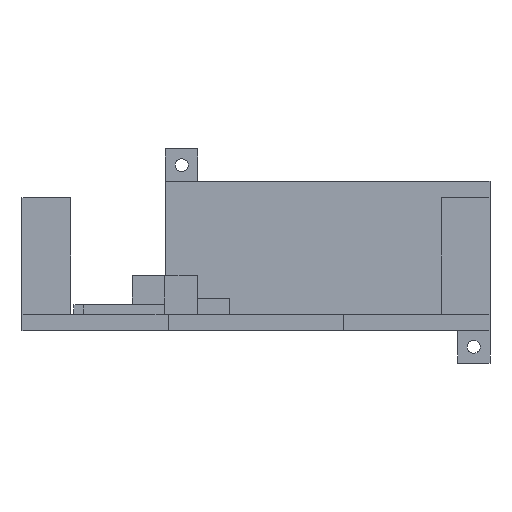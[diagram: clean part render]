
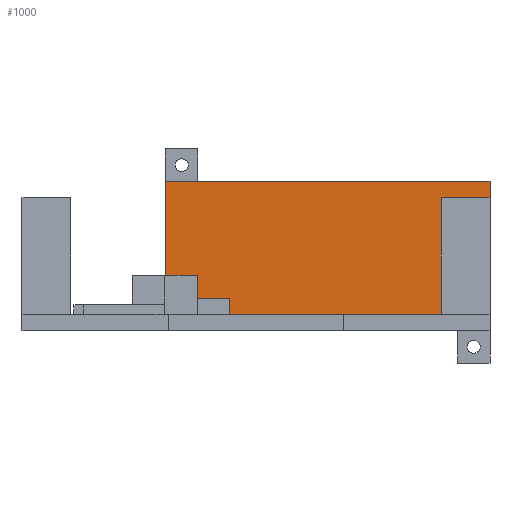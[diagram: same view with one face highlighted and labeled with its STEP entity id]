
A CAD part, front view. The second image highlights one B-rep face of the part: STEP entity #1000.
In plain terms, the highlighted planar face has unit normal (0, -1, 0).
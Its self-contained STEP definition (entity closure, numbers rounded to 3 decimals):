
#286 = VERTEX_POINT('',#287);
#287 = CARTESIAN_POINT('',(38.2,66.,37.));
#293 = EDGE_CURVE('',#286,#294,#296,.T.);
#294 = VERTEX_POINT('',#295);
#295 = CARTESIAN_POINT('',(-61.8,66.,37.));
#296 = LINE('',#297,#298);
#297 = CARTESIAN_POINT('',(-83.9,66.,37.));
#298 = VECTOR('',#299,1.);
#299 = DIRECTION('',(-1.,0.,0.));
#956 = EDGE_CURVE('',#294,#957,#959,.T.);
#957 = VERTEX_POINT('',#958);
#958 = CARTESIAN_POINT('',(-61.8,66.,78.));
#959 = LINE('',#960,#961);
#960 = CARTESIAN_POINT('',(-61.8,66.,32.));
#961 = VECTOR('',#962,1.);
#962 = DIRECTION('',(0.,0.,1.));
#1000 = ADVANCED_FACE('',(#1001),#1019,.F.);
#1001 = FACE_BOUND('',#1002,.F.);
#1002 = EDGE_LOOP('',(#1003,#1004,#1005,#1013));
#1003 = ORIENTED_EDGE('',*,*,#293,.T.);
#1004 = ORIENTED_EDGE('',*,*,#956,.T.);
#1005 = ORIENTED_EDGE('',*,*,#1006,.T.);
#1006 = EDGE_CURVE('',#957,#1007,#1009,.T.);
#1007 = VERTEX_POINT('',#1008);
#1008 = CARTESIAN_POINT('',(38.2,66.,78.));
#1009 = LINE('',#1010,#1011);
#1010 = CARTESIAN_POINT('',(-61.8,66.,78.));
#1011 = VECTOR('',#1012,1.);
#1012 = DIRECTION('',(1.,0.,0.));
#1013 = ORIENTED_EDGE('',*,*,#1014,.F.);
#1014 = EDGE_CURVE('',#286,#1007,#1015,.T.);
#1015 = LINE('',#1016,#1017);
#1016 = CARTESIAN_POINT('',(38.2,66.,32.));
#1017 = VECTOR('',#1018,1.);
#1018 = DIRECTION('',(0.,0.,1.));
#1019 = PLANE('',#1020);
#1020 = AXIS2_PLACEMENT_3D('',#1021,#1022,#1023);
#1021 = CARTESIAN_POINT('',(-61.8,66.,32.));
#1022 = DIRECTION('',(0.,1.,0.));
#1023 = DIRECTION('',(0.,0.,1.));
